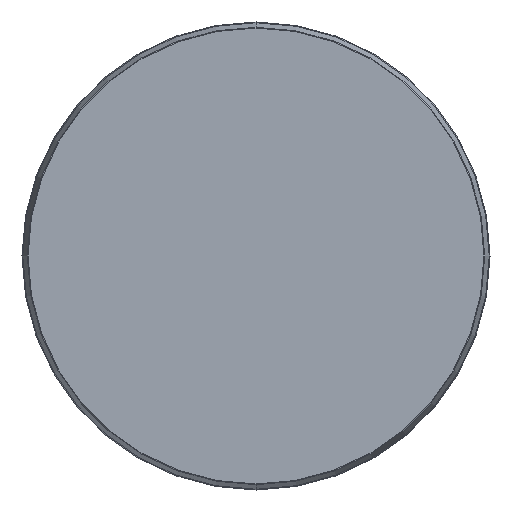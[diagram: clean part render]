
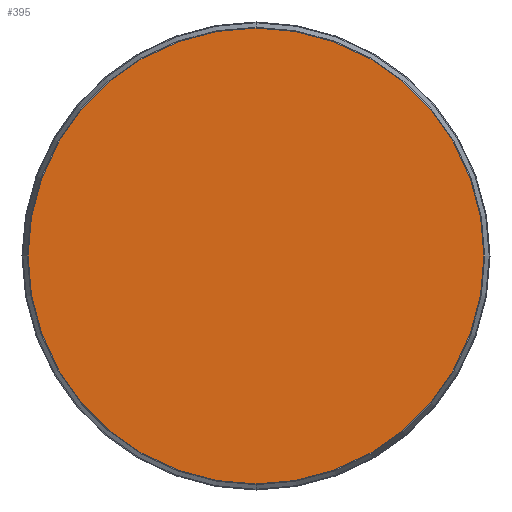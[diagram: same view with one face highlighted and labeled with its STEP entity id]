
A CAD part, front view. The second image highlights one B-rep face of the part: STEP entity #395.
In plain terms, the highlighted planar face has unit normal (0, -1, 0).
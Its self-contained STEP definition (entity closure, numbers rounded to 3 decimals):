
#28 = DIRECTION ( 'NONE',  ( 0., 0., 1. ) ) ;
#82 = EDGE_CURVE ( 'NONE', #304, #741, #313, .T. ) ;
#97 = EDGE_CURVE ( 'NONE', #741, #304, #408, .T. ) ;
#239 = FACE_OUTER_BOUND ( 'NONE', #938, .T. ) ;
#264 = DIRECTION ( 'NONE',  ( 0., -1., 0. ) ) ;
#304 = VERTEX_POINT ( 'NONE', #679 ) ;
#313 = CIRCLE ( 'NONE', #733, 32.15 ) ;
#370 = CARTESIAN_POINT ( 'NONE',  ( 0., 0., 0. ) ) ;
#376 = DIRECTION ( 'NONE',  ( 0., 1., 0. ) ) ;
#381 = ORIENTED_EDGE ( 'NONE', *, *, #82, .T. ) ;
#395 = ADVANCED_FACE ( 'NONE', ( #239 ), #687, .F. ) ;
#408 = CIRCLE ( 'NONE', #839, 32.15 ) ;
#445 = DIRECTION ( 'NONE',  ( 0., 0., 1. ) ) ;
#482 = DIRECTION ( 'NONE',  ( 0., 0., 1. ) ) ;
#497 = DIRECTION ( 'NONE',  ( 0., -1., 0. ) ) ;
#567 = AXIS2_PLACEMENT_3D ( 'NONE', #370, #376, #445 ) ;
#641 = ORIENTED_EDGE ( 'NONE', *, *, #97, .T. ) ;
#656 = CARTESIAN_POINT ( 'NONE',  ( 0., 0., 0. ) ) ;
#679 = CARTESIAN_POINT ( 'NONE',  ( 0., 0., -32.15 ) ) ;
#687 = PLANE ( 'NONE',  #567 ) ;
#733 = AXIS2_PLACEMENT_3D ( 'NONE', #656, #264, #482 ) ;
#741 = VERTEX_POINT ( 'NONE', #907 ) ;
#839 = AXIS2_PLACEMENT_3D ( 'NONE', #973, #497, #28 ) ;
#907 = CARTESIAN_POINT ( 'NONE',  ( 0., 0., 32.15 ) ) ;
#938 = EDGE_LOOP ( 'NONE', ( #641, #381 ) ) ;
#973 = CARTESIAN_POINT ( 'NONE',  ( 0., 0., 0. ) ) ;
